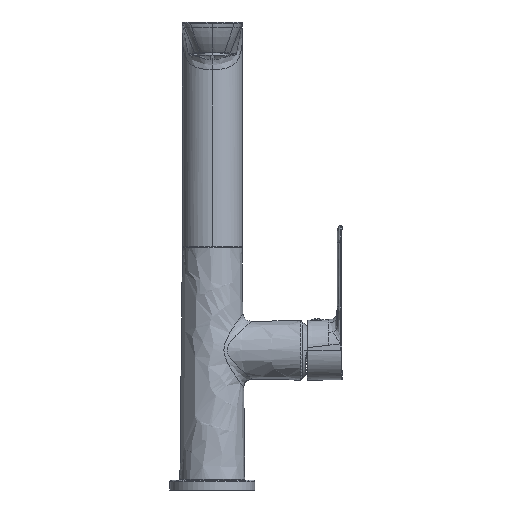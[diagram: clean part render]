
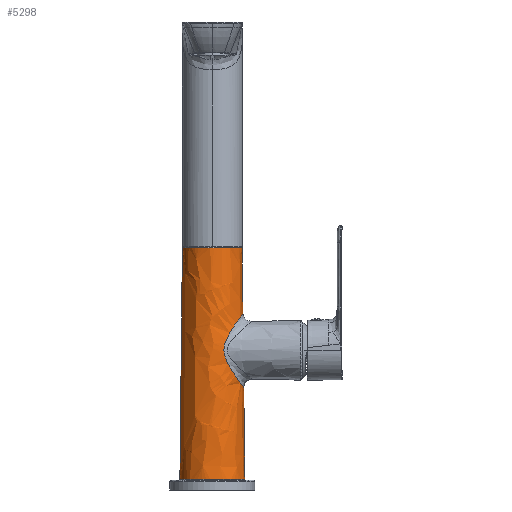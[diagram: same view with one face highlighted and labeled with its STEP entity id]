
A CAD part, front view. The second image highlights one B-rep face of the part: STEP entity #5298.
In plain terms, the highlighted free-form (B-spline) face has degree [2, 1] with [9, 2] control points.
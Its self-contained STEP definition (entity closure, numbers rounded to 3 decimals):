
#5298=ADVANCED_FACE('',(#11114),#84512,.T.);
#11114=FACE_OUTER_BOUND('',#16903,.T.);
#16903=EDGE_LOOP('',(#43837,#43838,#43839,#43840,#43841,#43842));
#43837=ORIENTED_EDGE('',*,*,#58956,.T.);
#43838=ORIENTED_EDGE('',*,*,#58961,.T.);
#43839=ORIENTED_EDGE('',*,*,#58960,.T.);
#43840=ORIENTED_EDGE('',*,*,#58959,.T.);
#43841=ORIENTED_EDGE('',*,*,#58958,.T.);
#43842=ORIENTED_EDGE('',*,*,#58957,.T.);
#58956=EDGE_CURVE('',#82720,#82721,#61852,.T.);
#58957=EDGE_CURVE('',#82718,#82720,#73437,.T.);
#58958=EDGE_CURVE('',#82719,#82718,#73438,.T.);
#58959=EDGE_CURVE('',#82722,#82719,#73439,.T.);
#58960=EDGE_CURVE('',#82723,#82722,#61853,.T.);
#58961=EDGE_CURVE('',#82721,#82723,#73440,.T.);
#61852=(
BOUNDED_CURVE()
B_SPLINE_CURVE(2,(#214474,#214475,#214476,#214477,#214478),
 .UNSPECIFIED.,.F.,.F.)
B_SPLINE_CURVE_WITH_KNOTS((3,2,3),(-56.565,-28.283,
0.),.UNSPECIFIED.)
CURVE()
GEOMETRIC_REPRESENTATION_ITEM()
RATIONAL_B_SPLINE_CURVE((1.,0.707,1.,0.707,1.))
REPRESENTATION_ITEM('')
);
#61853=(
BOUNDED_CURVE()
B_SPLINE_CURVE(2,(#214530,#214531,#214532,#214533,#214534),
 .UNSPECIFIED.,.F.,.F.)
B_SPLINE_CURVE_WITH_KNOTS((3,2,3),(-61.244,-30.622,
0.),.UNSPECIFIED.)
CURVE()
GEOMETRIC_REPRESENTATION_ITEM()
RATIONAL_B_SPLINE_CURVE((1.,0.707,1.,0.707,1.))
REPRESENTATION_ITEM('')
);
#73437=B_SPLINE_CURVE_WITH_KNOTS('',1,(#214479,#214480),.UNSPECIFIED.,.F.,
 .F.,(2,2),(-39.268,0.),.UNSPECIFIED.);
#73438=B_SPLINE_CURVE_WITH_KNOTS('',3,(#214481,#214482,#214483,#214484,
#214485,#214486,#214487,#214488,#214489,#214490,#214491,#214492,#214493,
#214494,#214495,#214496,#214497,#214498,#214499,#214500,#214501,#214502,
#214503,#214504,#214505,#214506,#214507,#214508,#214509,#214510,#214511,
#214512,#214513,#214514,#214515,#214516,#214517,#214518,#214519,#214520,
#214521,#214522,#214523,#214524,#214525,#214526,#214527),.UNSPECIFIED.,
 .F.,.F.,(4,1,1,1,1,1,1,1,1,1,1,1,1,1,1,1,1,1,1,1,1,1,1,1,1,1,1,1,1,1,1,
1,1,1,1,1,1,1,1,1,1,1,1,1,4),(-67.624,-66.087,-64.55,
-63.013,-61.476,-59.939,-58.402,
-56.865,-55.328,-53.792,-52.255,
-50.718,-49.181,-47.644,-46.107,
-44.57,-43.033,-41.496,-39.959,
-38.423,-36.886,-35.349,-33.812,
-32.275,-30.738,-29.201,-27.664,
-26.127,-24.59,-23.054,-21.517,
-19.98,-18.443,-16.906,-15.369,
-13.832,-12.295,-10.758,-9.221,
-7.685,-6.148,-4.611,-3.074,
-1.537,0.),.UNSPECIFIED.);
#73439=B_SPLINE_CURVE_WITH_KNOTS('',1,(#214528,#214529),.UNSPECIFIED.,.F.,
 .F.,(2,2),(-55.14,0.),.UNSPECIFIED.);
#73440=B_SPLINE_CURVE_WITH_KNOTS('',1,(#214535,#214536),.UNSPECIFIED.,.F.,
 .F.,(2,2),(-139.008,0.),.UNSPECIFIED.);
#82718=VERTEX_POINT('',#213777);
#82719=VERTEX_POINT('',#213778);
#82720=VERTEX_POINT('',#213779);
#82721=VERTEX_POINT('',#213780);
#82722=VERTEX_POINT('',#213781);
#82723=VERTEX_POINT('',#213782);
#84512=(
BOUNDED_SURFACE()
B_SPLINE_SURFACE(2,1,((#206244,#206245),(#206246,#206247),(#206248,#206249),
(#206250,#206251),(#206252,#206253),(#206254,#206255),(#206256,#206257),
(#206258,#206259),(#206260,#206261)),.UNSPECIFIED.,.T.,.F.,.F.)
B_SPLINE_SURFACE_WITH_KNOTS((3,2,2,2,3),(2,2),(0.,33.687,67.375,
101.062,134.749),(0.,2001.742),.UNSPECIFIED.)
GEOMETRIC_REPRESENTATION_ITEM()
RATIONAL_B_SPLINE_SURFACE(((1.,1.),(0.707,0.707),
(1.,1.),(0.707,0.707),(1.,1.),(0.707,
0.707),(1.,1.),(0.707,0.707),(1.,1.)))
REPRESENTATION_ITEM('')
SURFACE()
);
#206244=CARTESIAN_POINT('',(0.,1820.,0.));
#206245=CARTESIAN_POINT('',(0.,-181.627,-21.446));
#206246=CARTESIAN_POINT('',(0.,1820.,0.));
#206247=CARTESIAN_POINT('',(21.446,-181.627,-21.446));
#206248=CARTESIAN_POINT('',(0.,1820.,0.));
#206249=CARTESIAN_POINT('',(21.446,-181.627,0.));
#206250=CARTESIAN_POINT('',(0.,1820.,0.));
#206251=CARTESIAN_POINT('',(21.446,-181.627,21.446));
#206252=CARTESIAN_POINT('',(0.,1820.,0.));
#206253=CARTESIAN_POINT('',(0.,-181.627,21.446));
#206254=CARTESIAN_POINT('',(0.,1820.,0.));
#206255=CARTESIAN_POINT('',(-21.446,-181.627,21.446));
#206256=CARTESIAN_POINT('',(0.,1820.,0.));
#206257=CARTESIAN_POINT('',(-21.446,-181.627,0.));
#206258=CARTESIAN_POINT('',(0.,1820.,0.));
#206259=CARTESIAN_POINT('',(-21.446,-181.627,-21.446));
#206260=CARTESIAN_POINT('',(0.,1820.,0.));
#206261=CARTESIAN_POINT('',(0.,-181.627,-21.446));
#213777=CARTESIAN_POINT('',(18.426,100.24,0.));
#213778=CARTESIAN_POINT('',(18.904,55.642,0.));
#213779=CARTESIAN_POINT('',(18.005,139.505,0.));
#213780=CARTESIAN_POINT('',(-18.005,139.505,0.));
#213781=CARTESIAN_POINT('',(19.495,0.504,0.));
#213782=CARTESIAN_POINT('',(-19.495,0.504,0.));
#214474=CARTESIAN_POINT('',(18.005,139.505,0.));
#214475=CARTESIAN_POINT('',(18.005,139.505,18.005));
#214476=CARTESIAN_POINT('',(0.,139.505,18.005));
#214477=CARTESIAN_POINT('',(-18.005,139.505,18.005));
#214478=CARTESIAN_POINT('',(-18.005,139.505,0.));
#214479=CARTESIAN_POINT('',(18.426,100.24,0.));
#214480=CARTESIAN_POINT('',(18.005,139.505,0.));
#214481=CARTESIAN_POINT('',(18.904,55.642,0.));
#214482=CARTESIAN_POINT('',(18.904,55.642,0.749));
#214483=CARTESIAN_POINT('',(18.816,55.761,2.263));
#214484=CARTESIAN_POINT('',(18.371,56.37,4.636));
#214485=CARTESIAN_POINT('',(17.666,57.34,6.783));
#214486=CARTESIAN_POINT('',(16.885,58.423,8.491));
#214487=CARTESIAN_POINT('',(16.094,59.532,9.872));
#214488=CARTESIAN_POINT('',(15.326,60.622,11.));
#214489=CARTESIAN_POINT('',(14.54,61.753,12.));
#214490=CARTESIAN_POINT('',(13.684,63.007,12.949));
#214491=CARTESIAN_POINT('',(12.782,64.359,13.818));
#214492=CARTESIAN_POINT('',(11.894,65.735,14.568));
#214493=CARTESIAN_POINT('',(11.078,67.047,15.176));
#214494=CARTESIAN_POINT('',(10.353,68.272,15.662));
#214495=CARTESIAN_POINT('',(9.706,69.426,16.055));
#214496=CARTESIAN_POINT('',(9.132,70.523,16.373));
#214497=CARTESIAN_POINT('',(8.634,71.558,16.628));
#214498=CARTESIAN_POINT('',(8.213,72.524,16.827));
#214499=CARTESIAN_POINT('',(7.868,73.418,16.98));
#214500=CARTESIAN_POINT('',(7.591,74.245,17.095));
#214501=CARTESIAN_POINT('',(7.373,75.02,17.182));
#214502=CARTESIAN_POINT('',(7.201,75.773,17.245));
#214503=CARTESIAN_POINT('',(7.07,76.54,17.291));
#214504=CARTESIAN_POINT('',(6.985,77.33,17.316));
#214505=CARTESIAN_POINT('',(6.952,78.131,17.32));
#214506=CARTESIAN_POINT('',(6.974,78.925,17.302));
#214507=CARTESIAN_POINT('',(7.046,79.703,17.263));
#214508=CARTESIAN_POINT('',(7.169,80.489,17.204));
#214509=CARTESIAN_POINT('',(7.351,81.324,17.118));
#214510=CARTESIAN_POINT('',(7.607,82.239,16.995));
#214511=CARTESIAN_POINT('',(7.947,83.23,16.828));
#214512=CARTESIAN_POINT('',(8.37,84.282,16.61));
#214513=CARTESIAN_POINT('',(8.876,85.392,16.333));
#214514=CARTESIAN_POINT('',(9.47,86.571,15.983));
#214515=CARTESIAN_POINT('',(10.167,87.85,15.535));
#214516=CARTESIAN_POINT('',(10.998,89.273,14.944));
#214517=CARTESIAN_POINT('',(11.927,90.777,14.196));
#214518=CARTESIAN_POINT('',(12.859,92.223,13.337));
#214519=CARTESIAN_POINT('',(13.725,93.529,12.422));
#214520=CARTESIAN_POINT('',(14.542,94.734,11.438));
#214521=CARTESIAN_POINT('',(15.383,95.954,10.265));
#214522=CARTESIAN_POINT('',(16.277,97.231,8.775));
#214523=CARTESIAN_POINT('',(17.17,98.491,6.863));
#214524=CARTESIAN_POINT('',(17.904,99.516,4.61));
#214525=CARTESIAN_POINT('',(18.346,100.13,2.199));
#214526=CARTESIAN_POINT('',(18.426,100.24,0.719));
#214527=CARTESIAN_POINT('',(18.426,100.24,0.));
#214528=CARTESIAN_POINT('',(19.495,0.505,0.));
#214529=CARTESIAN_POINT('',(18.904,55.642,0.));
#214530=CARTESIAN_POINT('',(-19.495,0.505,0.));
#214531=CARTESIAN_POINT('',(-19.495,0.505,19.495));
#214532=CARTESIAN_POINT('',(0.,0.505,19.495));
#214533=CARTESIAN_POINT('',(19.495,0.505,19.495));
#214534=CARTESIAN_POINT('',(19.495,0.505,0.));
#214535=CARTESIAN_POINT('',(-18.005,139.505,0.));
#214536=CARTESIAN_POINT('',(-19.495,0.505,0.));
